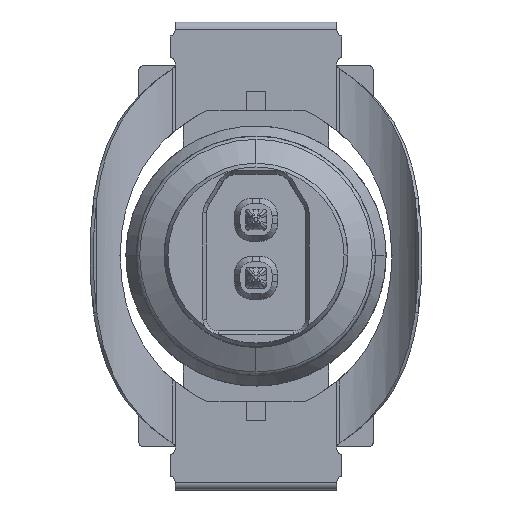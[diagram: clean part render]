
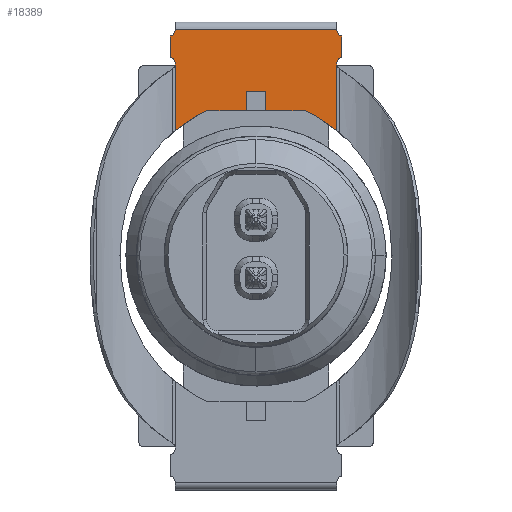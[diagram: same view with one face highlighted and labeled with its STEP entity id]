
A CAD part, top view. The second image highlights one B-rep face of the part: STEP entity #18389.
In plain terms, the highlighted planar face has unit normal (0, 0, 1).
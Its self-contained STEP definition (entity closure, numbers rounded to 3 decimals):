
#17874=AXIS2_PLACEMENT_3D('Circle Axis2P3D',#17872,#17873,$) ;
#17994=AXIS2_PLACEMENT_3D('Circle Axis2P3D',#17992,#17993,$) ;
#18049=AXIS2_PLACEMENT_3D('Circle Axis2P3D',#18047,#18048,$) ;
#18097=AXIS2_PLACEMENT_3D('Circle Axis2P3D',#18095,#18096,$) ;
#18152=AXIS2_PLACEMENT_3D('Circle Axis2P3D',#18150,#18151,$) ;
#18266=AXIS2_PLACEMENT_3D('Circle Axis2P3D',#18264,#18265,$) ;
#18340=AXIS2_PLACEMENT_3D('Plane Axis2P3D',#18337,#18338,#18339) ;
#17313=CARTESIAN_POINT('Vertex',(4.839,11.74,4.521)) ;
#17316=CARTESIAN_POINT('Line Origine',(4.228,11.74,4.521)) ;
#17320=CARTESIAN_POINT('Vertex',(3.618,11.74,4.521)) ;
#17332=CARTESIAN_POINT('Vertex',(6.659,11.74,4.521)) ;
#17335=CARTESIAN_POINT('Line Origine',(6.049,11.74,4.521)) ;
#17339=CARTESIAN_POINT('Vertex',(5.439,11.74,4.521)) ;
#17872=CARTESIAN_POINT('Axis2P3D Location',(5.782,7.24,4.521)) ;
#17876=CARTESIAN_POINT('Vertex',(2.639,11.12,4.521)) ;
#17965=CARTESIAN_POINT('Vertex',(2.639,13.144,4.521)) ;
#17968=CARTESIAN_POINT('Line Origine',(2.639,13.171,4.521)) ;
#17972=CARTESIAN_POINT('Vertex',(2.639,13.198,4.521)) ;
#17992=CARTESIAN_POINT('Axis2P3D Location',(2.439,13.198,4.521)) ;
#17996=CARTESIAN_POINT('Vertex',(2.489,13.392,4.521)) ;
#18020=CARTESIAN_POINT('Vertex',(2.489,14.046,4.521)) ;
#18023=CARTESIAN_POINT('Line Origine',(2.489,13.719,4.521)) ;
#18044=CARTESIAN_POINT('Vertex',(2.639,14.24,4.521)) ;
#18047=CARTESIAN_POINT('Axis2P3D Location',(2.439,14.24,4.521)) ;
#18095=CARTESIAN_POINT('Axis2P3D Location',(7.839,14.24,4.521)) ;
#18099=CARTESIAN_POINT('Vertex',(7.639,14.24,4.521)) ;
#18101=CARTESIAN_POINT('Vertex',(7.789,14.046,4.521)) ;
#18126=CARTESIAN_POINT('Line Origine',(7.789,13.719,4.521)) ;
#18130=CARTESIAN_POINT('Vertex',(7.789,13.392,4.521)) ;
#18150=CARTESIAN_POINT('Axis2P3D Location',(7.839,13.198,4.521)) ;
#18154=CARTESIAN_POINT('Vertex',(7.639,13.198,4.521)) ;
#18174=CARTESIAN_POINT('Line Origine',(7.639,13.171,4.521)) ;
#18178=CARTESIAN_POINT('Vertex',(7.639,13.144,4.521)) ;
#18259=CARTESIAN_POINT('Vertex',(7.639,11.12,4.521)) ;
#18264=CARTESIAN_POINT('Axis2P3D Location',(4.496,7.24,4.521)) ;
#18322=CARTESIAN_POINT('Vertex',(4.839,12.34,4.521)) ;
#18325=CARTESIAN_POINT('Line Origine',(4.839,12.04,4.521)) ;
#18337=CARTESIAN_POINT('Axis2P3D Location',(2.639,14.24,4.521)) ;
#18342=CARTESIAN_POINT('Line Origine',(2.639,12.132,4.521)) ;
#18347=CARTESIAN_POINT('Line Origine',(5.139,12.34,4.521)) ;
#18351=CARTESIAN_POINT('Vertex',(5.439,12.34,4.521)) ;
#18354=CARTESIAN_POINT('Line Origine',(5.439,12.04,4.521)) ;
#18359=CARTESIAN_POINT('Line Origine',(7.639,12.132,4.521)) ;
#18364=CARTESIAN_POINT('Line Origine',(5.139,14.24,4.521)) ;
#17317=DIRECTION('Vector Direction',(1.,0.,0.)) ;
#17336=DIRECTION('Vector Direction',(-1.,0.,0.)) ;
#17873=DIRECTION('Axis2P3D Direction',(0.,0.,-1.)) ;
#17969=DIRECTION('Vector Direction',(0.,1.,0.)) ;
#17993=DIRECTION('Axis2P3D Direction',(0.,0.,-1.)) ;
#18024=DIRECTION('Vector Direction',(0.,-1.,0.)) ;
#18048=DIRECTION('Axis2P3D Direction',(0.,0.,-1.)) ;
#18096=DIRECTION('Axis2P3D Direction',(0.,0.,-1.)) ;
#18127=DIRECTION('Vector Direction',(0.,-1.,0.)) ;
#18151=DIRECTION('Axis2P3D Direction',(0.,0.,-1.)) ;
#18175=DIRECTION('Vector Direction',(0.,1.,0.)) ;
#18265=DIRECTION('Axis2P3D Direction',(0.,0.,-1.)) ;
#18326=DIRECTION('Vector Direction',(0.,-1.,0.)) ;
#18338=DIRECTION('Axis2P3D Direction',(0.,0.,-1.)) ;
#18339=DIRECTION('Axis2P3D XDirection',(0.,1.,0.)) ;
#18343=DIRECTION('Vector Direction',(0.,1.,0.)) ;
#18348=DIRECTION('Vector Direction',(-1.,0.,0.)) ;
#18355=DIRECTION('Vector Direction',(0.,-1.,0.)) ;
#18360=DIRECTION('Vector Direction',(0.,1.,0.)) ;
#18365=DIRECTION('Vector Direction',(1.,0.,0.)) ;
#17318=VECTOR('Line Direction',#17317,1.) ;
#17337=VECTOR('Line Direction',#17336,1.) ;
#17970=VECTOR('Line Direction',#17969,1.) ;
#18025=VECTOR('Line Direction',#18024,1.) ;
#18128=VECTOR('Line Direction',#18127,1.) ;
#18176=VECTOR('Line Direction',#18175,1.) ;
#18327=VECTOR('Line Direction',#18326,1.) ;
#18344=VECTOR('Line Direction',#18343,1.) ;
#18349=VECTOR('Line Direction',#18348,1.) ;
#18356=VECTOR('Line Direction',#18355,1.) ;
#18361=VECTOR('Line Direction',#18360,1.) ;
#18366=VECTOR('Line Direction',#18365,1.) ;
#18370=ORIENTED_EDGE('',*,*,#18346,.F.) ;
#18371=ORIENTED_EDGE('',*,*,#17878,.T.) ;
#18372=ORIENTED_EDGE('',*,*,#17322,.T.) ;
#18373=ORIENTED_EDGE('',*,*,#18329,.F.) ;
#18374=ORIENTED_EDGE('',*,*,#18353,.F.) ;
#18375=ORIENTED_EDGE('',*,*,#18358,.T.) ;
#18376=ORIENTED_EDGE('',*,*,#17341,.F.) ;
#18377=ORIENTED_EDGE('',*,*,#18268,.F.) ;
#18378=ORIENTED_EDGE('',*,*,#18363,.T.) ;
#18379=ORIENTED_EDGE('',*,*,#18180,.T.) ;
#18380=ORIENTED_EDGE('',*,*,#18156,.F.) ;
#18381=ORIENTED_EDGE('',*,*,#18132,.F.) ;
#18382=ORIENTED_EDGE('',*,*,#18103,.F.) ;
#18383=ORIENTED_EDGE('',*,*,#18368,.F.) ;
#18384=ORIENTED_EDGE('',*,*,#18051,.T.) ;
#18385=ORIENTED_EDGE('',*,*,#18027,.T.) ;
#18386=ORIENTED_EDGE('',*,*,#17998,.T.) ;
#18387=ORIENTED_EDGE('',*,*,#17974,.F.) ;
#18389=ADVANCED_FACE('Hauptkoerper',(#18388),#18341,.F.) ;
#17875=CIRCLE('generated circle',#17874,4.993) ;
#17995=CIRCLE('generated circle',#17994,0.2) ;
#18050=CIRCLE('generated circle',#18049,0.2) ;
#18098=CIRCLE('generated circle',#18097,0.2) ;
#18153=CIRCLE('generated circle',#18152,0.2) ;
#18267=CIRCLE('generated circle',#18266,4.993) ;
#17322=EDGE_CURVE('',#17321,#17314,#17319,.T.) ;
#17341=EDGE_CURVE('',#17333,#17340,#17338,.T.) ;
#17878=EDGE_CURVE('',#17877,#17321,#17875,.T.) ;
#17974=EDGE_CURVE('',#17966,#17973,#17971,.T.) ;
#17998=EDGE_CURVE('',#17997,#17973,#17995,.T.) ;
#18027=EDGE_CURVE('',#18021,#17997,#18026,.T.) ;
#18051=EDGE_CURVE('',#18045,#18021,#18050,.T.) ;
#18103=EDGE_CURVE('',#18100,#18102,#18098,.F.) ;
#18132=EDGE_CURVE('',#18102,#18131,#18129,.T.) ;
#18156=EDGE_CURVE('',#18131,#18155,#18153,.F.) ;
#18180=EDGE_CURVE('',#18179,#18155,#18177,.T.) ;
#18268=EDGE_CURVE('',#18260,#17333,#18267,.F.) ;
#18329=EDGE_CURVE('',#18323,#17314,#18328,.T.) ;
#18346=EDGE_CURVE('',#17877,#17966,#18345,.T.) ;
#18353=EDGE_CURVE('',#18352,#18323,#18350,.T.) ;
#18358=EDGE_CURVE('',#18352,#17340,#18357,.T.) ;
#18363=EDGE_CURVE('',#18260,#18179,#18362,.T.) ;
#18368=EDGE_CURVE('',#18045,#18100,#18367,.T.) ;
#18369=EDGE_LOOP('',(#18370,#18371,#18372,#18373,#18374,#18375,#18376,#18377,#18378,#18379,#18380,#18381,#18382,#18383,#18384,#18385,#18386,#18387)) ;
#18388=FACE_OUTER_BOUND('',#18369,.T.) ;
#17319=LINE('Line',#17316,#17318) ;
#17338=LINE('Line',#17335,#17337) ;
#17971=LINE('Line',#17968,#17970) ;
#18026=LINE('Line',#18023,#18025) ;
#18129=LINE('Line',#18126,#18128) ;
#18177=LINE('Line',#18174,#18176) ;
#18328=LINE('Line',#18325,#18327) ;
#18345=LINE('Line',#18342,#18344) ;
#18350=LINE('Line',#18347,#18349) ;
#18357=LINE('Line',#18354,#18356) ;
#18362=LINE('Line',#18359,#18361) ;
#18367=LINE('Line',#18364,#18366) ;
#18341=PLANE('',#18340) ;
#17314=VERTEX_POINT('',#17313) ;
#17321=VERTEX_POINT('',#17320) ;
#17333=VERTEX_POINT('',#17332) ;
#17340=VERTEX_POINT('',#17339) ;
#17877=VERTEX_POINT('',#17876) ;
#17966=VERTEX_POINT('',#17965) ;
#17973=VERTEX_POINT('',#17972) ;
#17997=VERTEX_POINT('',#17996) ;
#18021=VERTEX_POINT('',#18020) ;
#18045=VERTEX_POINT('',#18044) ;
#18100=VERTEX_POINT('',#18099) ;
#18102=VERTEX_POINT('',#18101) ;
#18131=VERTEX_POINT('',#18130) ;
#18155=VERTEX_POINT('',#18154) ;
#18179=VERTEX_POINT('',#18178) ;
#18260=VERTEX_POINT('',#18259) ;
#18323=VERTEX_POINT('',#18322) ;
#18352=VERTEX_POINT('',#18351) ;
